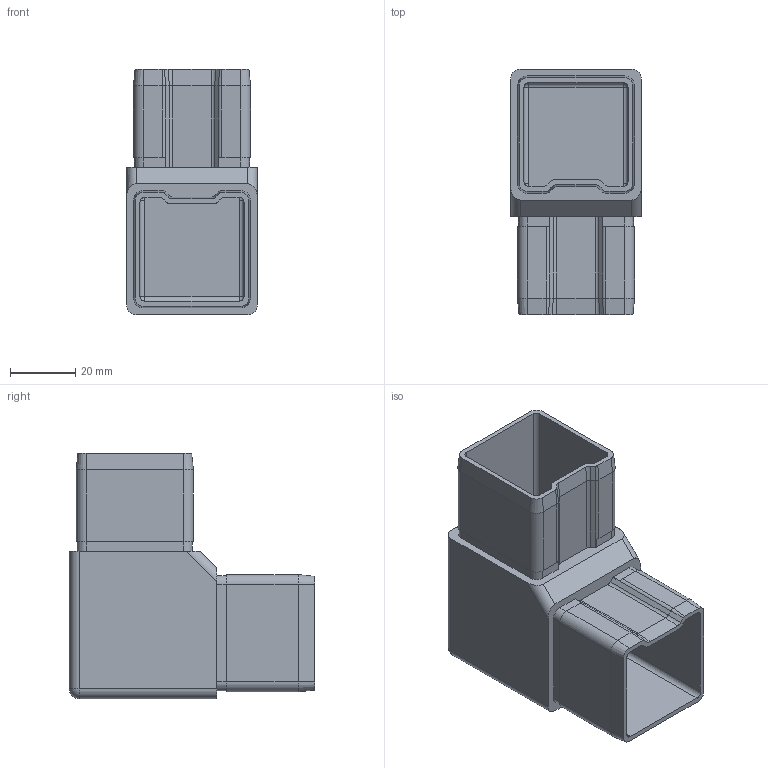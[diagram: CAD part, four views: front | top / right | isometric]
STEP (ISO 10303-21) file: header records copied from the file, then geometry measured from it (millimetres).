
FILE_DESCRIPTION (( 'STEP AP203' ), '1' );
FILE_NAME ('10124040.step', '2020-03-09T08:49:51', ( '' ), ( '' ), 'SwSTEP 2.0', 'SolidWorks 2015', '' );
FILE_SCHEMA (( 'CONFIG_CONTROL_DESIGN' ));
Length unit declared in the file: millimetre
Products named in the file (2): 10124040
Bounding box: 40 x 75 x 75 mm (x, y, z)
Volume: 44273.4 mm3; surface area: 30925.1 mm2
Topology: 1 solids, 1 shells, 548 faces, 1401 edges, 892 vertices
Faces by surface type: plane 310, bspline 146, cylinder 68, cone 16, sphere 8
Entity records: 24634 total; most frequent: CARTESIAN_POINT 12227, ORIENTED_EDGE 2786, DIRECTION 2035, EDGE_CURVE 1393, LINE 955, VECTOR 955, VERTEX_POINT 892, EDGE_LOOP 595
